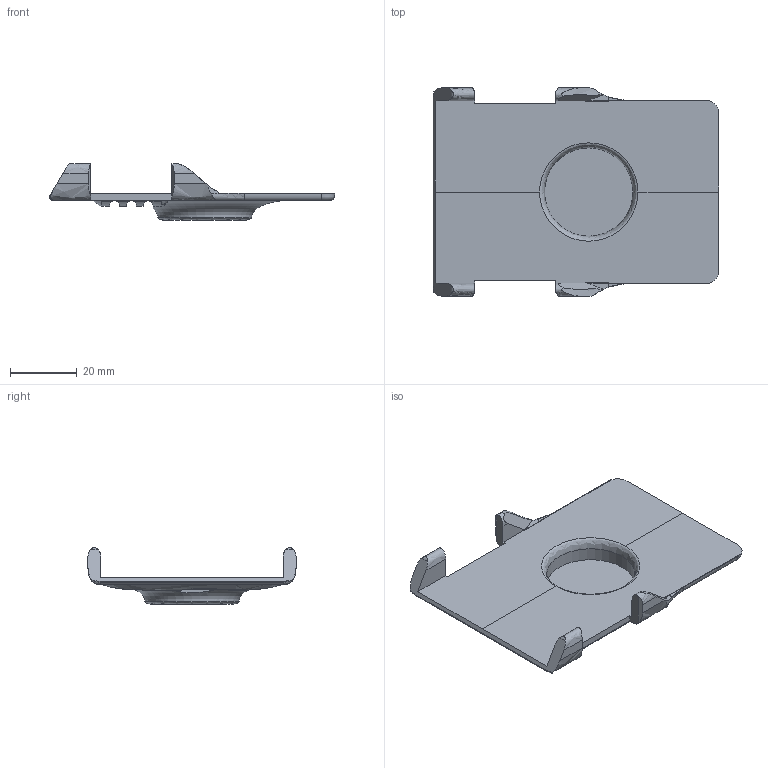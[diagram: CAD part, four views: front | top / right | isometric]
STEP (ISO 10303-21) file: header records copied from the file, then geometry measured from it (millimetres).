
FILE_DESCRIPTION(('FreeCAD Model'),'2;1');
FILE_NAME('BottomWithoutName.step','2020-06-13T20:05:29',( 'Author'),(''),'Open CASCADE STEP processor 7.3','FreeCAD','Unknown' );
FILE_SCHEMA(('AUTOMOTIVE_DESIGN { 1 0 10303 214 1 1 1 1 }'));
Length unit declared in the file: millimetre
Products named in the file (1): BottomWithoutName
Bounding box: 85.62 x 62.4 x 17 mm (x, y, z)
Volume: 12380.5 mm3; surface area: 11855.6 mm2
Topology: 1 solids, 1 shells, 106 faces, 286 edges, 182 vertices
Faces by surface type: plane 54, extrusion 15, cylinder 14, bspline 10, revolution 7, torus 6
Full cylindrical faces by diameter (mm): 26.5 x1
Entity records: 15853 total; most frequent: CARTESIAN_POINT 10915, DIRECTION 655, ORIENTED_EDGE 572, PCURVE 572, DEFINITIONAL_REPRESENTATION 572, B_SPLINE_CURVE_WITH_KNOTS 447, VECTOR 350, LINE 335
